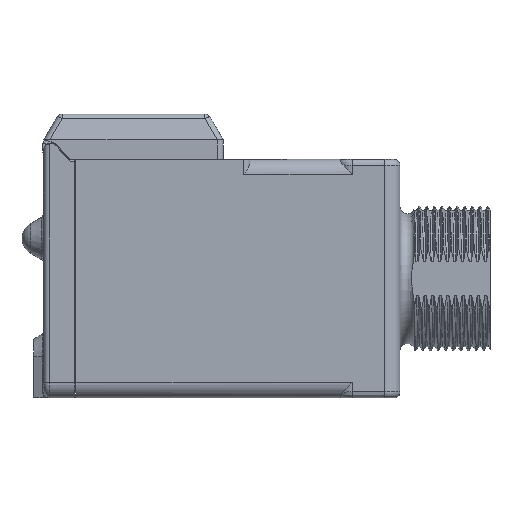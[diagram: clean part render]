
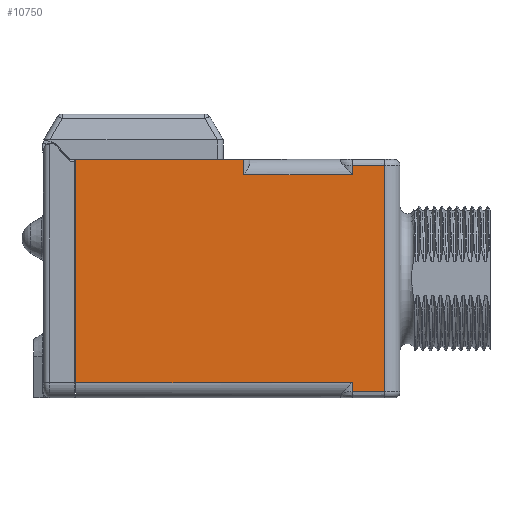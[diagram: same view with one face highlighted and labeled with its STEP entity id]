
A CAD part, left-side view. The second image highlights one B-rep face of the part: STEP entity #10750.
In plain terms, the highlighted planar face has unit normal (-1, 0, 0).
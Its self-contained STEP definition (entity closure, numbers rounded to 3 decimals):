
#670=DIRECTION('',(0.,1.,0.));
#671=VECTOR('',#670,34.84);
#672=CARTESIAN_POINT('',(-22.225,32.39,24.725));
#673=LINE('',#672,#671);
#940=DIRECTION('',(0.,0.,1.));
#941=VECTOR('',#940,46.27);
#942=CARTESIAN_POINT('',(-22.225,67.23,-21.545));
#943=LINE('',#942,#941);
#944=DIRECTION('',(0.,0.,1.));
#945=VECTOR('',#944,3.18);
#946=CARTESIAN_POINT('',(-22.225,32.39,21.545));
#947=LINE('',#946,#945);
#948=DIRECTION('',(0.,0.,-1.));
#949=VECTOR('',#948,1.91);
#950=CARTESIAN_POINT('',(-22.225,9.91,23.455));
#951=LINE('',#950,#949);
#952=CARTESIAN_POINT('',(-22.225,9.91,23.455));
#953=CARTESIAN_POINT('',(-22.225,9.707,23.454));
#954=CARTESIAN_POINT('',(-22.225,9.283,23.456));
#955=CARTESIAN_POINT('',(-22.225,8.588,23.455));
#956=CARTESIAN_POINT('',(-22.225,7.842,23.455));
#957=CARTESIAN_POINT('',(-22.225,7.04,23.455));
#958=CARTESIAN_POINT('',(-22.225,6.178,23.455));
#959=CARTESIAN_POINT('',(-22.225,5.253,23.455));
#960=CARTESIAN_POINT('',(-22.225,4.26,23.455));
#961=CARTESIAN_POINT('',(-22.225,3.548,23.455));
#962=CARTESIAN_POINT('',(-22.225,3.18,23.455));
#964=DIRECTION('',(0.,0.,-1.));
#965=VECTOR('',#964,46.91);
#966=CARTESIAN_POINT('',(-22.225,3.18,23.455));
#967=LINE('',#966,#965);
#968=CARTESIAN_POINT('',(-22.225,3.18,-23.455));
#969=CARTESIAN_POINT('',(-22.225,3.548,-23.455));
#970=CARTESIAN_POINT('',(-22.225,4.26,-23.455));
#971=CARTESIAN_POINT('',(-22.225,5.252,-23.455));
#972=CARTESIAN_POINT('',(-22.225,6.177,-23.455));
#973=CARTESIAN_POINT('',(-22.225,7.038,-23.455));
#974=CARTESIAN_POINT('',(-22.225,7.84,-23.455));
#975=CARTESIAN_POINT('',(-22.225,8.587,-23.455));
#976=CARTESIAN_POINT('',(-22.225,9.28,-23.456));
#977=CARTESIAN_POINT('',(-22.225,9.706,-23.453));
#978=CARTESIAN_POINT('',(-22.225,9.91,-23.455));
#980=DIRECTION('',(0.,0.,-1.));
#981=VECTOR('',#980,1.91);
#982=CARTESIAN_POINT('',(-22.225,9.91,-21.545));
#983=LINE('',#982,#981);
#5656=DIRECTION('',(0.,-1.,0.));
#5657=VECTOR('',#5656,57.32);
#5658=CARTESIAN_POINT('',(-22.225,67.23,-21.545));
#5659=LINE('',#5658,#5657);
#5671=CARTESIAN_POINT('',(-22.225,9.91,-21.545));
#5740=DIRECTION('',(0.,1.,0.));
#5741=VECTOR('',#5740,22.48);
#5742=CARTESIAN_POINT('',(-22.225,9.91,21.545));
#5743=LINE('',#5742,#5741);
#9040=CARTESIAN_POINT('',(-22.225,67.23,-21.545));
#9041=CARTESIAN_POINT('',(-22.225,67.23,24.725));
#9042=VERTEX_POINT('',#9040);
#9043=VERTEX_POINT('',#9041);
#9160=CARTESIAN_POINT('',(-22.225,3.18,23.455));
#9161=VERTEX_POINT('',#9160);
#9163=VERTEX_POINT('',#952);
#9166=VERTEX_POINT('',#968);
#9167=VERTEX_POINT('',#978);
#9186=CARTESIAN_POINT('',(-22.225,9.91,21.545));
#9187=VERTEX_POINT('',#9186);
#9193=VERTEX_POINT('',#5671);
#9254=CARTESIAN_POINT('',(-22.225,32.39,24.725));
#9256=VERTEX_POINT('',#9254);
#9260=CARTESIAN_POINT('',(-22.225,32.39,21.545));
#9261=VERTEX_POINT('',#9260);
#10725=CARTESIAN_POINT('',(-22.225,0.,-24.725));
#10726=DIRECTION('',(-1.,0.,0.));
#10727=DIRECTION('',(0.,0.,1.));
#10728=AXIS2_PLACEMENT_3D('',#10725,#10726,#10727);
#10729=PLANE('',#10728);
#10730=ORIENTED_EDGE('',*,*,#10702,.T.);
#10731=ORIENTED_EDGE('',*,*,#10504,.F.);
#10733=ORIENTED_EDGE('',*,*,#10732,.F.);
#10735=ORIENTED_EDGE('',*,*,#10734,.F.);
#10737=ORIENTED_EDGE('',*,*,#10736,.F.);
#10739=ORIENTED_EDGE('',*,*,#10738,.T.);
#10741=ORIENTED_EDGE('',*,*,#10740,.T.);
#10743=ORIENTED_EDGE('',*,*,#10742,.T.);
#10745=ORIENTED_EDGE('',*,*,#10744,.F.);
#10747=ORIENTED_EDGE('',*,*,#10746,.F.);
#10748=EDGE_LOOP('',(#10730,#10731,#10733,#10735,#10737,#10739,#10741,#10743,
#10745,#10747));
#10749=FACE_OUTER_BOUND('',#10748,.F.);
#10750=ADVANCED_FACE('',(#10749),#10729,.T.);
#963=B_SPLINE_CURVE_WITH_KNOTS('',3,(#952,#953,#954,#955,#956,#957,#958,#959,
#960,#961,#962),.UNSPECIFIED.,.F.,.F.,(4,1,1,1,1,1,1,1,4),(0.,0.125,0.25,
0.375,0.5,0.625,0.75,0.875,1.),.UNSPECIFIED.);
#979=B_SPLINE_CURVE_WITH_KNOTS('',3,(#968,#969,#970,#971,#972,#973,#974,#975,
#976,#977,#978),.UNSPECIFIED.,.F.,.F.,(4,1,1,1,1,1,1,1,4),(0.,0.125,0.25,
0.375,0.5,0.625,0.75,0.875,1.),.UNSPECIFIED.);
#10504=EDGE_CURVE('',#9256,#9043,#673,.T.);
#10702=EDGE_CURVE('',#9042,#9043,#943,.T.);
#10732=EDGE_CURVE('',#9261,#9256,#947,.T.);
#10734=EDGE_CURVE('',#9187,#9261,#5743,.T.);
#10736=EDGE_CURVE('',#9163,#9187,#951,.T.);
#10738=EDGE_CURVE('',#9163,#9161,#963,.T.);
#10740=EDGE_CURVE('',#9161,#9166,#967,.T.);
#10742=EDGE_CURVE('',#9166,#9167,#979,.T.);
#10744=EDGE_CURVE('',#9193,#9167,#983,.T.);
#10746=EDGE_CURVE('',#9042,#9193,#5659,.T.);
